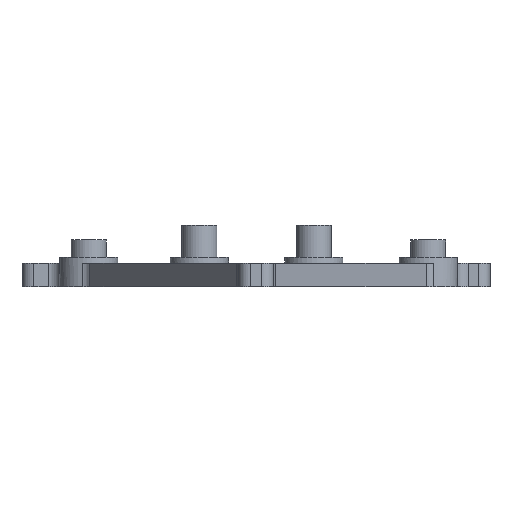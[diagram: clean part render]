
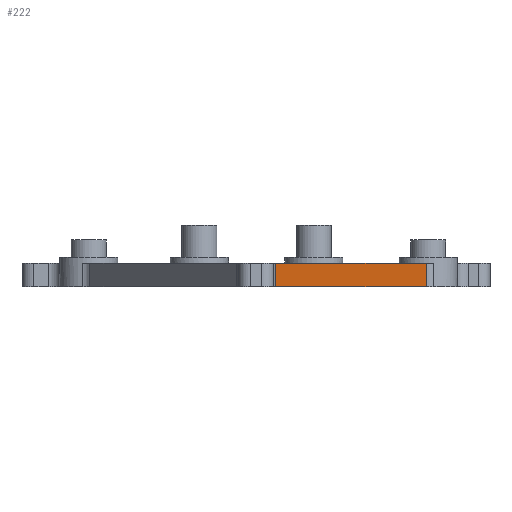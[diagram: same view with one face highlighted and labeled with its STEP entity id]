
A CAD part, left-side view. The second image highlights one B-rep face of the part: STEP entity #222.
In plain terms, the highlighted planar face has unit normal (-0.569, -0.823, 0).
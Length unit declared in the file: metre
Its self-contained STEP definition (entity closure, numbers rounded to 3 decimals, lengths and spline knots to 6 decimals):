
#222 = ADVANCED_FACE( '', ( #569 ), #570, .F. );
#569 = FACE_OUTER_BOUND( '', #1094, .T. );
#570 = PLANE( '', #1095 );
#1094 = EDGE_LOOP( '', ( #1719, #1720, #1721, #1722 ) );
#1095 = AXIS2_PLACEMENT_3D( '', #1723, #1724, #1725 );
#1719 = ORIENTED_EDGE( '', *, *, #3077, .T. );
#1720 = ORIENTED_EDGE( '', *, *, #3078, .T. );
#1721 = ORIENTED_EDGE( '', *, *, #3079, .F. );
#1722 = ORIENTED_EDGE( '', *, *, #3080, .T. );
#1723 = CARTESIAN_POINT( '', ( -0.045798, -0.246741, 0.0194 ) );
#1724 = DIRECTION( '', ( 0.569, 0.823, 0. ) );
#1725 = DIRECTION( '', ( -0.823, 0.569, 0. ) );
#3077 = EDGE_CURVE( '', #3717, #3718, #3719, .T. );
#3078 = EDGE_CURVE( '', #3718, #3720, #3721, .T. );
#3079 = EDGE_CURVE( '', #3722, #3720, #3723, .T. );
#3080 = EDGE_CURVE( '', #3722, #3717, #3724, .T. );
#3717 = VERTEX_POINT( '', #4626 );
#3718 = VERTEX_POINT( '', #4627 );
#3719 = LINE( '', #4628, #4629 );
#3720 = VERTEX_POINT( '', #4630 );
#3721 = LINE( '', #4631, #4632 );
#3722 = VERTEX_POINT( '', #4633 );
#3723 = LINE( '', #4634, #4635 );
#3724 = LINE( '', #4636, #4637 );
#4626 = CARTESIAN_POINT( '', ( -0.064587, -0.23375, 0.0154 ) );
#4627 = CARTESIAN_POINT( '', ( -0.027236, -0.259576, 0.0154 ) );
#4628 = CARTESIAN_POINT( '', ( -0.045798, -0.246741, 0.0154 ) );
#4629 = VECTOR( '', #5599, 1. );
#4630 = CARTESIAN_POINT( '', ( -0.027236, -0.259576, 0.0194 ) );
#4631 = CARTESIAN_POINT( '', ( -0.027236, -0.259576, 0.0194 ) );
#4632 = VECTOR( '', #5600, 1. );
#4633 = CARTESIAN_POINT( '', ( -0.064587, -0.23375, 0.0194 ) );
#4634 = CARTESIAN_POINT( '', ( -0.045798, -0.246741, 0.0194 ) );
#4635 = VECTOR( '', #5601, 1. );
#4636 = CARTESIAN_POINT( '', ( -0.064587, -0.23375, 0.0154 ) );
#4637 = VECTOR( '', #5602, 1. );
#5599 = DIRECTION( '', ( 0.823, -0.569, 0. ) );
#5600 = DIRECTION( '', ( 0., 0., 1. ) );
#5601 = DIRECTION( '', ( 0.823, -0.569, 0. ) );
#5602 = DIRECTION( '', ( 0., 0., -1. ) );
